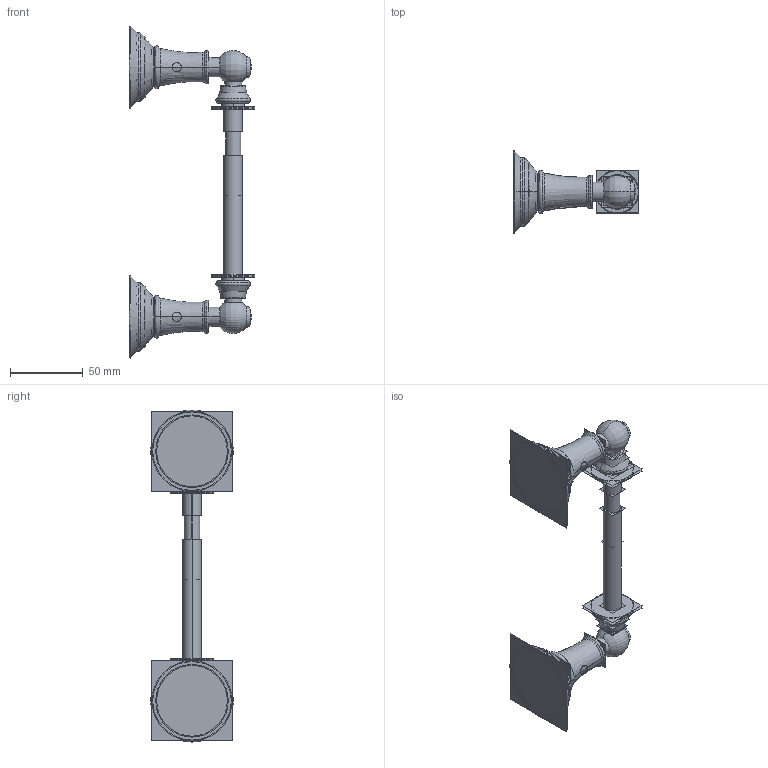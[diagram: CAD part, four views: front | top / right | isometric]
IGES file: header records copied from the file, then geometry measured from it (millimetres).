
Start section:  PTC IGES file: 5408_asm.igs
Global section: file name: 5408_asm.igs; native system: Creo Parametric by PTC Inc.; preprocessor: 2018400; author: jinson.thomas; organization: Unknown; date: 20190808.102837; units: inch
Bounding box: 86.49 x 56.55 x 228.01 mm (x, y, z)
Volume: 95713.5 mm3; surface area: 348240.8 mm2
Topology: 10 solids, 11 shells, 1132 faces, 5932 edges, 7706 vertices
Faces by surface type: revolution 754, bspline 378
